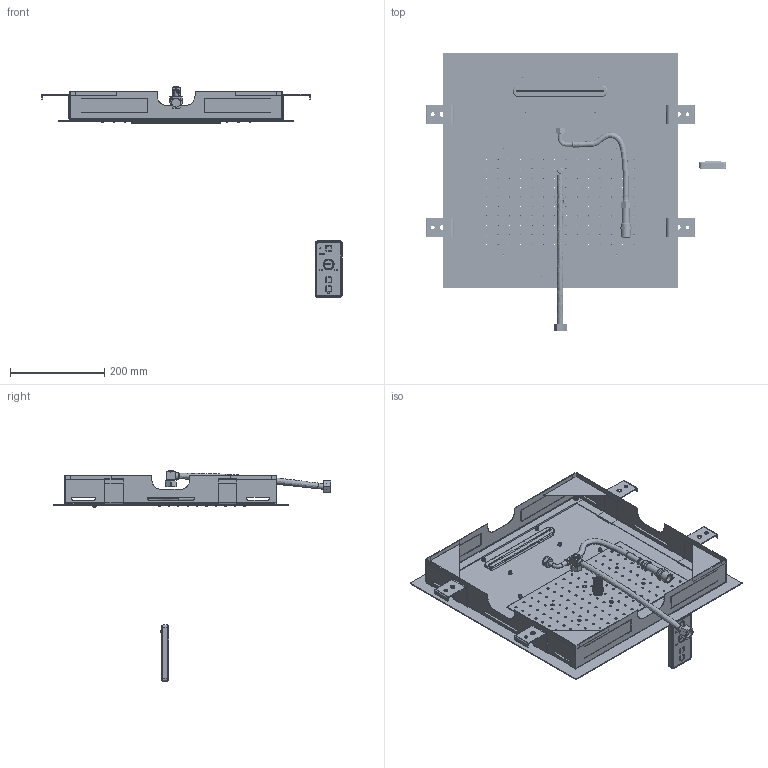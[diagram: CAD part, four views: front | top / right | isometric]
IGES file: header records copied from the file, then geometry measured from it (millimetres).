
Start section: C
Global section: file name: M146.igs; native system: By Siemens PLM Incorporated; preprocessor: XPlus GENERIC/IGES 18.0.17; author: Author; organization: Title; date: 20160427.083037; units: millimetre
Bounding box: 637.24 x 587.8 x 446.87 mm (x, y, z)
Volume: 151 mm3; surface area: 1005632.5 mm2
Topology: 1 solids, 1 shells, 1432 faces, 11262 edges, 11249 vertices
Faces by surface type: bspline 1432
